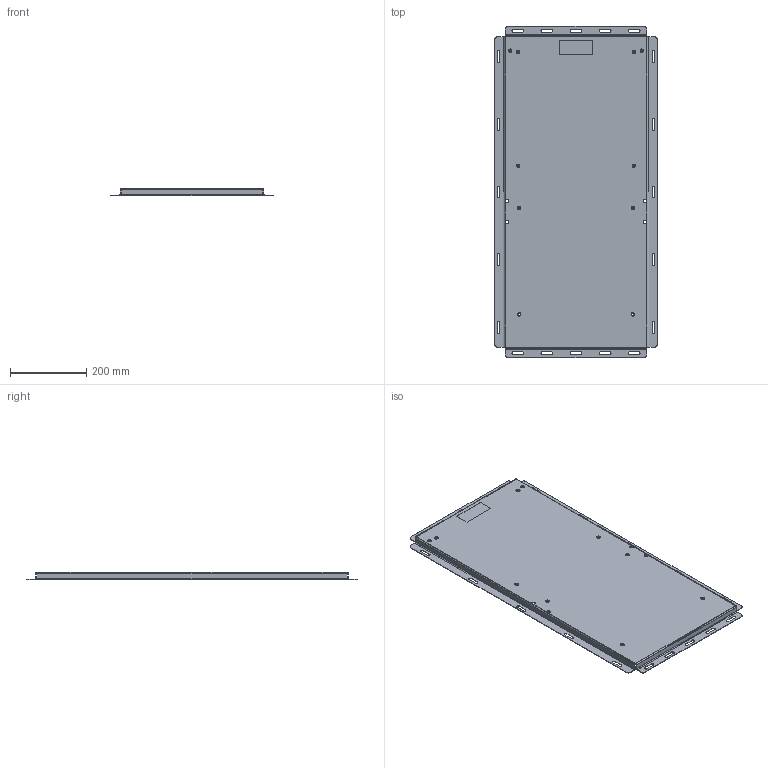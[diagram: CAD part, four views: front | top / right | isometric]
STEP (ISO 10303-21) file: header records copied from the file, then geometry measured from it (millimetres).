
FILE_DESCRIPTION (( 'STEP AP214' ), '1' );
FILE_NAME ('A70-0075-1 C Mounting Plate, MMP.STEP', '2018-05-18T19:02:49', ( '' ), ( '' ), 'SwSTEP 2.0', 'SolidWorks 2015', '' );
FILE_SCHEMA (( 'AUTOMOTIVE_DESIGN' ));
Length unit declared in the file: inch
Products named in the file (1): A70-0075-1 C Mounting Plate, MMP
Bounding box: 425.44 x 868.52 x 19.3 mm (x, y, z)
Volume: 569959.5 mm3; surface area: 812088.4 mm2
Topology: 12 solids, 12 shells, 402 faces, 954 edges, 588 vertices
Faces by surface type: cylinder 182, plane 140, cone 80
Entity records: 17201 total; most frequent: DIRECTION 2188, CARTESIAN_POINT 2025, ORIENTED_EDGE 1908, EDGE_CURVE 954, AXIS2_PLACEMENT_3D 847, VERTEX_POINT 588, EDGE_LOOP 502, VECTOR 494
